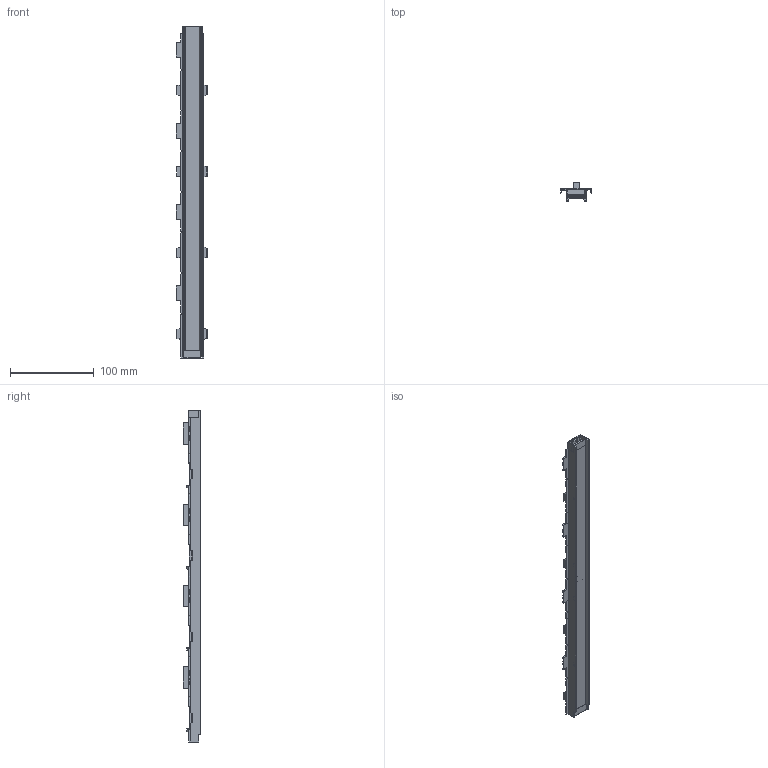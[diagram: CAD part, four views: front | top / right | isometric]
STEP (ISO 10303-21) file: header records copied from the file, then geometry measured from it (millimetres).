
FILE_DESCRIPTION (( 'STEP AP203' ), '1' );
FILE_NAME ('9494_S1-M4.STEP', '2015-03-27T12:39:28', ( '' ), ( '' ), 'SwSTEP 2.0', 'SolidWorks 2015', '' );
FILE_SCHEMA (( 'CONFIG_CONTROL_DESIGN' ));
Length unit declared in the file: millimetre
Products named in the file (1): 9494_S1-M4
Bounding box: 38.15 x 21.49 x 396.5 mm (x, y, z)
Volume: 68472.9 mm3; surface area: 86635.5 mm2
Topology: 1 solids, 10 shells, 1365 faces, 3801 edges, 2432 vertices
Faces by surface type: plane 1028, cylinder 261, bspline 56, sphere 18, torus 2
Entity records: 45137 total; most frequent: CARTESIAN_POINT 10097, ORIENTED_EDGE 7566, DIRECTION 6818, EDGE_CURVE 3783, VECTOR 3076, LINE 3076, VERTEX_POINT 2432, AXIS2_PLACEMENT_3D 1871
